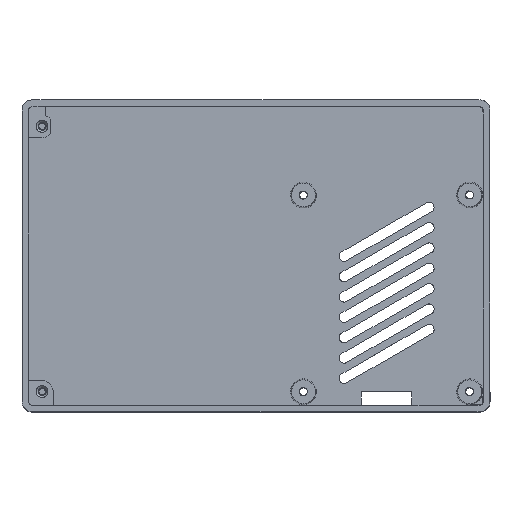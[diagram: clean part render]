
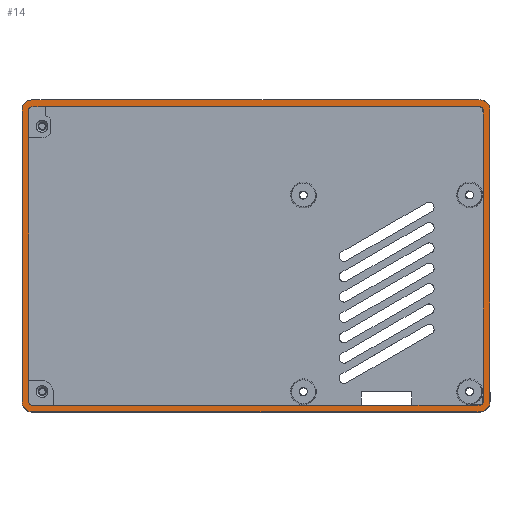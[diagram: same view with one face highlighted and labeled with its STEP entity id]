
A CAD part, top view. The second image highlights one B-rep face of the part: STEP entity #14.
In plain terms, the highlighted planar face has unit normal (0, 0, 1).
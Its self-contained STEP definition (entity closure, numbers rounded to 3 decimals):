
#14=ADVANCED_FACE('',(#342,#281),#4478,.T.);
#281=FACE_BOUND('',#610,.T.);
#342=FACE_OUTER_BOUND('',#609,.T.);
#609=EDGE_LOOP('',(#937));
#610=EDGE_LOOP('',(#938));
#937=ORIENTED_EDGE('',*,*,#2462,.T.);
#938=ORIENTED_EDGE('',*,*,#2387,.F.);
#2387=EDGE_CURVE('',#3782,#3782,#3351,.T.);
#2462=EDGE_CURVE('',#3781,#3781,#3405,.T.);
#3351=(
BOUNDED_CURVE()
B_SPLINE_CURVE(2,(#12916,#12917,#12918,#12919,#12920,#12921,#12922,#12923,
#12924,#12925,#12926,#12927,#12928,#12929,#12930,#12931,#12932),
 .UNSPECIFIED.,.T.,.F.)
B_SPLINE_CURVE_WITH_KNOTS((3,2,2,2,2,2,2,2,3),(0.,4.712,136.712,
141.425,227.425,232.137,364.137,368.85,
454.85),.UNSPECIFIED.)
CURVE()
GEOMETRIC_REPRESENTATION_ITEM()
RATIONAL_B_SPLINE_CURVE((1.,0.707,1.,1.,1.,0.707,
1.,1.,1.,0.707,1.,1.,1.,0.707,1.,1.,1.))
REPRESENTATION_ITEM('')
);
#3405=(
BOUNDED_CURVE()
B_SPLINE_CURVE(2,(#13676,#13677,#13678,#13679,#13680,#13681,#13682,#13683,
#13684,#13685,#13686,#13687,#13688,#13689,#13690,#13691,#13692),
 .UNSPECIFIED.,.T.,.F.)
B_SPLINE_CURVE_WITH_KNOTS((3,2,2,2,2,2,2,2,3),(0.,4.712,136.712,
141.425,227.425,232.137,364.137,368.85,
454.85),.UNSPECIFIED.)
CURVE()
GEOMETRIC_REPRESENTATION_ITEM()
RATIONAL_B_SPLINE_CURVE((1.,0.707,1.,1.,1.,0.707,
1.,1.,1.,0.707,1.,1.,1.,0.707,1.,1.,1.))
REPRESENTATION_ITEM('')
);
#3781=VERTEX_POINT('',#12339);
#3782=VERTEX_POINT('',#12340);
#4478=PLANE('',#4603);
#4603=AXIS2_PLACEMENT_3D('',#4981,#4792,$);
#4792=DIRECTION('',(0.,0.,1.));
#4981=CARTESIAN_POINT('',(-70.38,-46.92,26.798));
#12339=CARTESIAN_POINT('',(-69.,-43.,26.798));
#12340=CARTESIAN_POINT('',(-67.,-43.,26.798));
#12916=CARTESIAN_POINT('',(-67.,-43.,26.798));
#12917=CARTESIAN_POINT('',(-67.,-44.,26.798));
#12918=CARTESIAN_POINT('',(-66.,-44.,26.798));
#12919=CARTESIAN_POINT('',(0.,-44.,26.798));
#12920=CARTESIAN_POINT('',(66.,-44.,26.798));
#12921=CARTESIAN_POINT('',(67.,-44.,26.798));
#12922=CARTESIAN_POINT('',(67.,-43.,26.798));
#12923=CARTESIAN_POINT('',(67.,0.,26.798));
#12924=CARTESIAN_POINT('',(67.,43.,26.798));
#12925=CARTESIAN_POINT('',(67.,44.,26.798));
#12926=CARTESIAN_POINT('',(66.,44.,26.798));
#12927=CARTESIAN_POINT('',(0.,44.,26.798));
#12928=CARTESIAN_POINT('',(-66.,44.,26.798));
#12929=CARTESIAN_POINT('',(-67.,44.,26.798));
#12930=CARTESIAN_POINT('',(-67.,43.,26.798));
#12931=CARTESIAN_POINT('',(-67.,0.,26.798));
#12932=CARTESIAN_POINT('',(-67.,-43.,26.798));
#13676=CARTESIAN_POINT('',(-69.,-43.,26.798));
#13677=CARTESIAN_POINT('',(-69.,-46.,26.798));
#13678=CARTESIAN_POINT('',(-66.,-46.,26.798));
#13679=CARTESIAN_POINT('',(0.,-46.,26.798));
#13680=CARTESIAN_POINT('',(66.,-46.,26.798));
#13681=CARTESIAN_POINT('',(69.,-46.,26.798));
#13682=CARTESIAN_POINT('',(69.,-43.,26.798));
#13683=CARTESIAN_POINT('',(69.,0.,26.798));
#13684=CARTESIAN_POINT('',(69.,43.,26.798));
#13685=CARTESIAN_POINT('',(69.,46.,26.798));
#13686=CARTESIAN_POINT('',(66.,46.,26.798));
#13687=CARTESIAN_POINT('',(0.,46.,26.798));
#13688=CARTESIAN_POINT('',(-66.,46.,26.798));
#13689=CARTESIAN_POINT('',(-69.,46.,26.798));
#13690=CARTESIAN_POINT('',(-69.,43.,26.798));
#13691=CARTESIAN_POINT('',(-69.,0.,26.798));
#13692=CARTESIAN_POINT('',(-69.,-43.,26.798));
